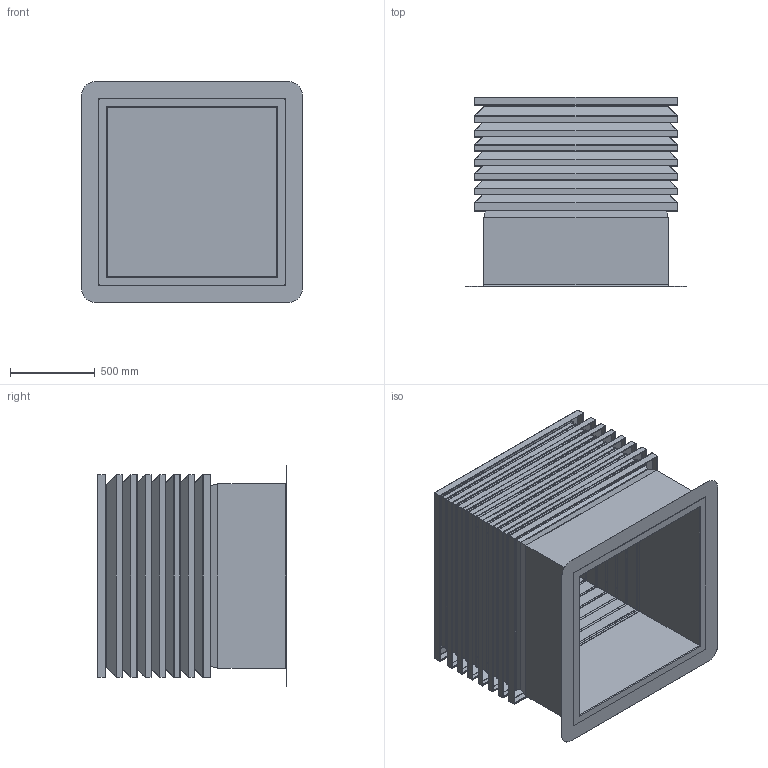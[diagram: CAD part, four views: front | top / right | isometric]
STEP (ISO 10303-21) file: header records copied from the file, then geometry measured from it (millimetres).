
FILE_DESCRIPTION((''),'2;1');
FILE_NAME('EW-421_SHEV-FLAP_1000X1000-K_ASM','2026-04-17T13:14:25',('dmautner'),(''),'CREO PARAMETRIC BY PTC INC, 2024273','CREO PARAMETRIC BY PTC INC, 2024273','');
FILE_SCHEMA(('AUTOMOTIVE_DESIGN { 1 0 10303 214 1 1 1 1 }'));
Products named in the file (3): EW-421_KRANZ-GE-01_10_SW0001; EW-421_HAUBE-VM_1000X_SW0001; EW-421_SHEV-FLAP_1000X1000-K_ASM
Assembly tree (2 placements, depth 2):
  EW-421_SHEV-FLAP_1000X1000-K_ASM
    EW-421_KRANZ-GE-01_10_SW0001
    EW-421_HAUBE-VM_1000X_SW0001
Bounding box: 1298.71 x 1113 x 1298.71 mm (x, y, z)
Volume: 97941098.1 mm3; surface area: 23912023.3 mm2
Topology: 2 solids, 2 shells, 1608 faces, 3617 edges, 1965 vertices
Faces by surface type: plane 888, cylinder 520, bspline 200
Entity records: 69137 total; most frequent: CARTESIAN_POINT 23490, ORIENTED_EDGE 7234, DIRECTION 6585, EDGE_CURVE 3617, VECTOR 2620, LINE 2620, AXIS2_PLACEMENT_3D 1978, VERTEX_POINT 1965
